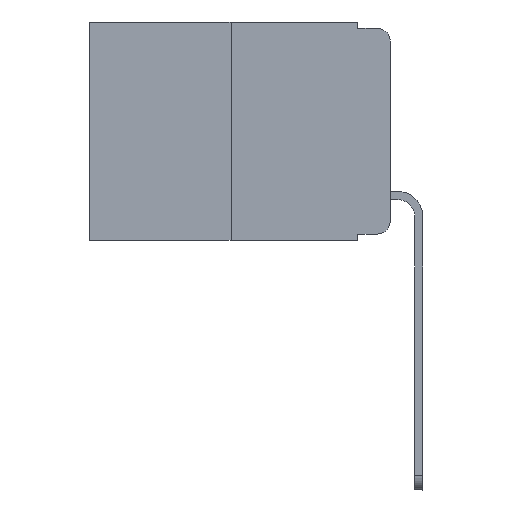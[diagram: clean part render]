
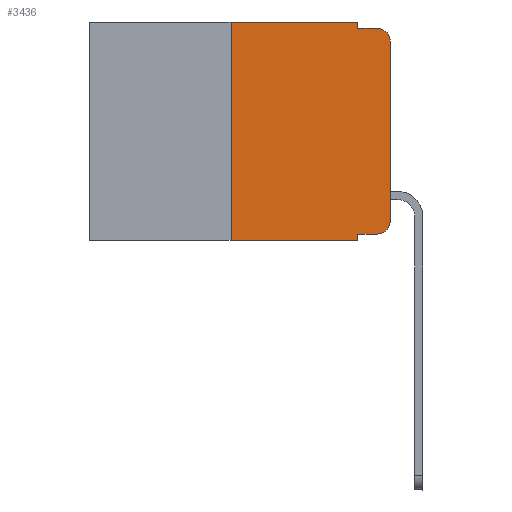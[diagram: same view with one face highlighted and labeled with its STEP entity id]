
A CAD part, left-side view. The second image highlights one B-rep face of the part: STEP entity #3436.
In plain terms, the highlighted planar face has unit normal (-1, 0, 0).
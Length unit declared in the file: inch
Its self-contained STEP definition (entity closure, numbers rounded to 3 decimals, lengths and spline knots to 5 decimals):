
#378 = CARTESIAN_POINT ( 'NONE',  ( 0., 0.051, 0. ) ) ;
#723 = ORIENTED_EDGE ( 'NONE', *, *, #9502, .F. ) ;
#990 = EDGE_CURVE ( 'NONE', #10281, #1810, #3260, .T. ) ;
#1337 = CARTESIAN_POINT ( 'NONE',  ( 0., 0.02, -0.313 ) ) ;
#1434 = CARTESIAN_POINT ( 'NONE',  ( 0., 0.02, -0.03 ) ) ;
#1810 = VERTEX_POINT ( 'NONE', #13971 ) ;
#2175 = VERTEX_POINT ( 'NONE', #8868 ) ;
#2180 = CARTESIAN_POINT ( 'NONE',  ( 0., 0.051, -0.01 ) ) ;
#3260 = LINE ( 'NONE', #8031, #18580 ) ;
#3324 = LINE ( 'NONE', #6844, #10861 ) ;
#3436 = ADVANCED_FACE ( 'NONE', ( #18069 ), #16737, .F. ) ;
#3613 = ORIENTED_EDGE ( 'NONE', *, *, #20026, .T. ) ;
#3854 = CARTESIAN_POINT ( 'NONE',  ( 0., 0.051, -0.333 ) ) ;
#3905 = VERTEX_POINT ( 'NONE', #19496 ) ;
#4106 = ORIENTED_EDGE ( 'NONE', *, *, #15829, .T. ) ;
#4287 = LINE ( 'NONE', #16890, #9606 ) ;
#4698 = VERTEX_POINT ( 'NONE', #6122 ) ;
#4820 = EDGE_CURVE ( 'NONE', #4698, #5273, #3324, .T. ) ;
#4962 = LINE ( 'NONE', #5173, #9315 ) ;
#5173 = CARTESIAN_POINT ( 'NONE',  ( 0., 0.473, -0.343 ) ) ;
#5206 = VECTOR ( 'NONE', #14559, 39.37008 ) ;
#5273 = VERTEX_POINT ( 'NONE', #378 ) ;
#5683 = CARTESIAN_POINT ( 'NONE',  ( 0., 0.473, 0. ) ) ;
#6122 = CARTESIAN_POINT ( 'NONE',  ( 0., 0.25, 0. ) ) ;
#6372 = CARTESIAN_POINT ( 'NONE',  ( 0., 0., -0.313 ) ) ;
#6618 = EDGE_CURVE ( 'NONE', #7408, #2175, #14765, .T. ) ;
#6835 = VECTOR ( 'NONE', #16521, 39.37008 ) ;
#6844 = CARTESIAN_POINT ( 'NONE',  ( 0., 0.473, 0. ) ) ;
#6940 = VERTEX_POINT ( 'NONE', #17440 ) ;
#6963 = ORIENTED_EDGE ( 'NONE', *, *, #9956, .T. ) ;
#7408 = VERTEX_POINT ( 'NONE', #6372 ) ;
#7771 = DIRECTION ( 'NONE',  ( -1., 0., 0. ) ) ;
#8011 = EDGE_CURVE ( 'NONE', #9621, #3905, #11708, .T. ) ;
#8031 = CARTESIAN_POINT ( 'NONE',  ( 0., 0.051, 0. ) ) ;
#8352 = EDGE_CURVE ( 'NONE', #2175, #3905, #8447, .T. ) ;
#8447 = CIRCLE ( 'NONE', #15691, 0.02 ) ;
#8868 = CARTESIAN_POINT ( 'NONE',  ( 0., 0., -0.03 ) ) ;
#9031 = DIRECTION ( 'NONE',  ( -1., 0., 0. ) ) ;
#9315 = VECTOR ( 'NONE', #12939, 39.37008 ) ;
#9502 = EDGE_CURVE ( 'NONE', #5273, #9621, #4287, .T. ) ;
#9606 = VECTOR ( 'NONE', #19975, 39.37008 ) ;
#9621 = VERTEX_POINT ( 'NONE', #17297 ) ;
#9789 = DIRECTION ( 'NONE',  ( 0., 0., -1. ) ) ;
#9956 = EDGE_CURVE ( 'NONE', #10281, #6940, #16868, .T. ) ;
#10281 = VERTEX_POINT ( 'NONE', #13151 ) ;
#10861 = VECTOR ( 'NONE', #13050, 39.37008 ) ;
#10980 = DIRECTION ( 'NONE',  ( 0., 0., -1. ) ) ;
#11580 = CARTESIAN_POINT ( 'NONE',  ( 0., 0., 0. ) ) ;
#11708 = LINE ( 'NONE', #2180, #16388 ) ;
#11796 = ORIENTED_EDGE ( 'NONE', *, *, #8011, .F. ) ;
#11925 = EDGE_CURVE ( 'NONE', #14651, #4698, #19707, .T. ) ;
#12939 = DIRECTION ( 'NONE',  ( 0., -1., 0. ) ) ;
#13050 = DIRECTION ( 'NONE',  ( 0., -1., 0. ) ) ;
#13151 = CARTESIAN_POINT ( 'NONE',  ( 0., 0.051, -0.333 ) ) ;
#13318 = ORIENTED_EDGE ( 'NONE', *, *, #11925, .F. ) ;
#13971 = CARTESIAN_POINT ( 'NONE',  ( 0., 0.051, -0.343 ) ) ;
#14381 = AXIS2_PLACEMENT_3D ( 'NONE', #5683, #20027, #19922 ) ;
#14559 = DIRECTION ( 'NONE',  ( 0., 0., 1. ) ) ;
#14651 = VERTEX_POINT ( 'NONE', #18605 ) ;
#14765 = LINE ( 'NONE', #11580, #5206 ) ;
#15033 = ORIENTED_EDGE ( 'NONE', *, *, #8352, .T. ) ;
#15489 = CIRCLE ( 'NONE', #18459, 0.02 ) ;
#15691 = AXIS2_PLACEMENT_3D ( 'NONE', #1434, #7771, #20350 ) ;
#15757 = ORIENTED_EDGE ( 'NONE', *, *, #6618, .T. ) ;
#15829 = EDGE_CURVE ( 'NONE', #6940, #7408, #15489, .T. ) ;
#16388 = VECTOR ( 'NONE', #17994, 39.37008 ) ;
#16521 = DIRECTION ( 'NONE',  ( 0., 0., 1. ) ) ;
#16737 = PLANE ( 'NONE',  #14381 ) ;
#16868 = LINE ( 'NONE', #3854, #17171 ) ;
#16890 = CARTESIAN_POINT ( 'NONE',  ( 0., 0.051, 0. ) ) ;
#17171 = VECTOR ( 'NONE', #18294, 39.37008 ) ;
#17297 = CARTESIAN_POINT ( 'NONE',  ( 0., 0.051, -0.01 ) ) ;
#17440 = CARTESIAN_POINT ( 'NONE',  ( 0., 0.02, -0.333 ) ) ;
#17994 = DIRECTION ( 'NONE',  ( 0., -1., 0. ) ) ;
#18053 = CARTESIAN_POINT ( 'NONE',  ( 0., 0.25, 0. ) ) ;
#18069 = FACE_OUTER_BOUND ( 'NONE', #18107, .T. ) ;
#18107 = EDGE_LOOP ( 'NONE', ( #15757, #15033, #11796, #723, #18805, #13318, #3613, #19352, #6963, #4106 ) ) ;
#18294 = DIRECTION ( 'NONE',  ( 0., -1., 0. ) ) ;
#18459 = AXIS2_PLACEMENT_3D ( 'NONE', #1337, #9031, #10980 ) ;
#18580 = VECTOR ( 'NONE', #9789, 39.37008 ) ;
#18605 = CARTESIAN_POINT ( 'NONE',  ( 0., 0.25, -0.343 ) ) ;
#18805 = ORIENTED_EDGE ( 'NONE', *, *, #4820, .F. ) ;
#19352 = ORIENTED_EDGE ( 'NONE', *, *, #990, .F. ) ;
#19496 = CARTESIAN_POINT ( 'NONE',  ( 0., 0.02, -0.01 ) ) ;
#19707 = LINE ( 'NONE', #18053, #6835 ) ;
#19922 = DIRECTION ( 'NONE',  ( 0., 0., -1. ) ) ;
#19975 = DIRECTION ( 'NONE',  ( 0., 0., -1. ) ) ;
#20026 = EDGE_CURVE ( 'NONE', #14651, #1810, #4962, .T. ) ;
#20027 = DIRECTION ( 'NONE',  ( 1., 0., 0. ) ) ;
#20350 = DIRECTION ( 'NONE',  ( 0., 0., -1. ) ) ;
